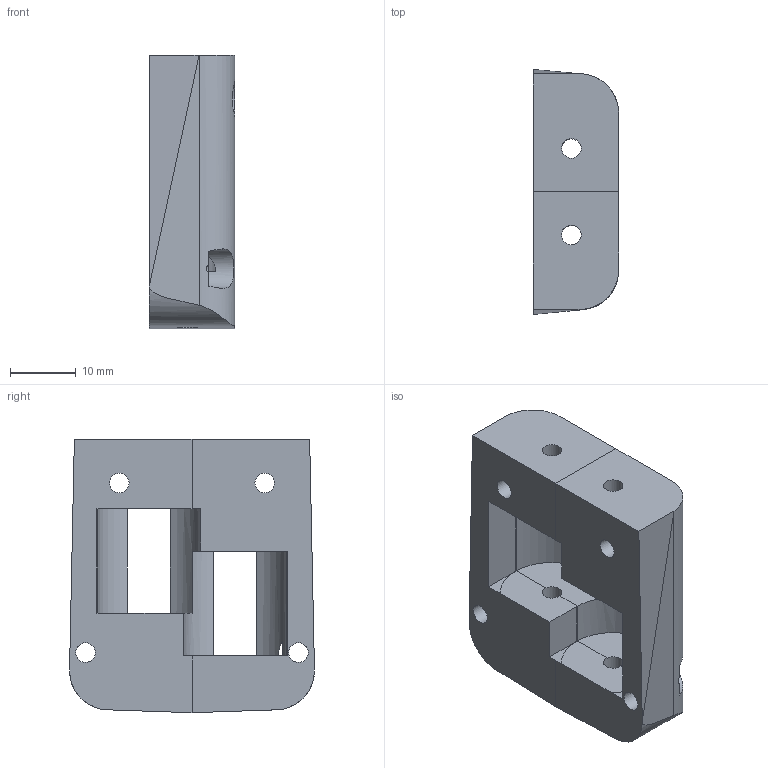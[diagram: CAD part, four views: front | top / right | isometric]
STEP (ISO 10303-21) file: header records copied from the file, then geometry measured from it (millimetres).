
FILE_DESCRIPTION(('FreeCAD Model'),'2;1');
FILE_NAME('Open CASCADE Shape Model','2022-11-21T13:26:10',(''),(''), 'Open CASCADE STEP processor 7.5','FreeCAD','Unknown');
FILE_SCHEMA(('AUTOMOTIVE_DESIGN { 1 0 10303 214 1 1 1 1 }'));
Length unit declared in the file: millimetre
Products named in the file (1): house_cap
Bounding box: 13 x 37.38 x 41.73 mm (x, y, z)
Volume: 11939.6 mm3; surface area: 6442.5 mm2
Topology: 1 solids, 1 shells, 70 faces, 194 edges, 118 vertices
Faces by surface type: plane 48, cylinder 22
Full cylindrical faces by diameter (mm): 3 x8, 6 x4
Entity records: 6208 total; most frequent: CARTESIAN_POINT 2344, DIRECTION 718, LINE 399, VECTOR 399, ORIENTED_EDGE 388, PCURVE 388, DEFINITIONAL_REPRESENTATION 388, EDGE_CURVE 194
